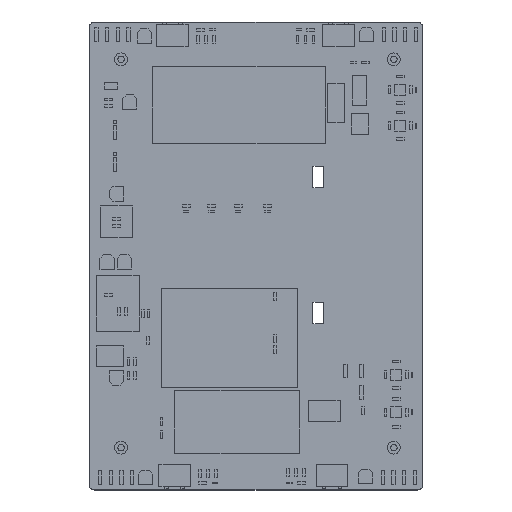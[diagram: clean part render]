
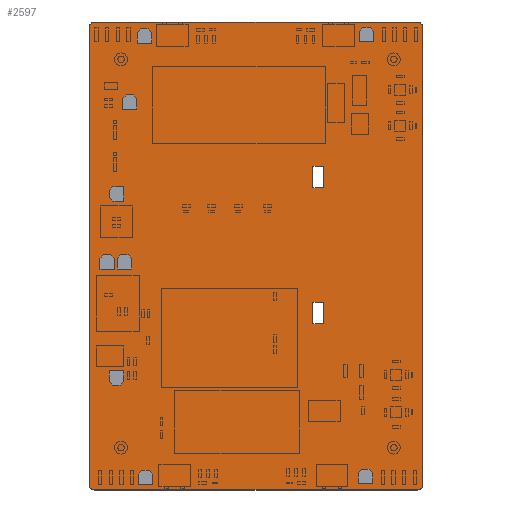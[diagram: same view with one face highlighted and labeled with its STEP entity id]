
A CAD part, top view. The second image highlights one B-rep face of the part: STEP entity #2597.
In plain terms, the highlighted planar face has unit normal (0, 0, 1).
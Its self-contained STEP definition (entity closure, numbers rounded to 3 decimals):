
#2597=ADVANCED_FACE('',(#4058,#4059,#4060),#4061,.T.);
#4058=FACE_BOUND('',#5078,.T.);
#4059=FACE_BOUND('',#5079,.T.);
#4060=FACE_OUTER_BOUND('',#5080,.T.);
#4061=PLANE('',#5081);
#5078=EDGE_LOOP('',(#5646,#5647,#5648,#5649));
#5079=EDGE_LOOP('',(#5650,#5651,#5652,#5653));
#5080=EDGE_LOOP('',(#5654,#5655,#5656,#5657,#5658,#5659,#5660,#5661));
#5081=AXIS2_PLACEMENT_3D('',#5662,#5663,#5664);
#5646=ORIENTED_EDGE('',*,*,#6884,.T.);
#5647=ORIENTED_EDGE('',*,*,#6888,.T.);
#5648=ORIENTED_EDGE('',*,*,#6875,.T.);
#5649=ORIENTED_EDGE('',*,*,#6880,.T.);
#5650=ORIENTED_EDGE('',*,*,#6900,.T.);
#5651=ORIENTED_EDGE('',*,*,#6904,.T.);
#5652=ORIENTED_EDGE('',*,*,#6891,.T.);
#5653=ORIENTED_EDGE('',*,*,#6896,.T.);
#5654=ORIENTED_EDGE('',*,*,#6907,.T.);
#5655=ORIENTED_EDGE('',*,*,#6908,.T.);
#5656=ORIENTED_EDGE('',*,*,#6909,.T.);
#5657=ORIENTED_EDGE('',*,*,#6910,.T.);
#5658=ORIENTED_EDGE('',*,*,#6911,.T.);
#5659=ORIENTED_EDGE('',*,*,#6912,.T.);
#5660=ORIENTED_EDGE('',*,*,#6913,.T.);
#5661=ORIENTED_EDGE('',*,*,#6914,.T.);
#5662=CARTESIAN_POINT('',(79.31,111.258,0.323));
#5663=DIRECTION('',(0.,0.,1.0));
#5664=DIRECTION('',(1.0,0.0,0.));
#6875=EDGE_CURVE('',#7361,#7362,#7363,.T.);
#6880=EDGE_CURVE('',#7362,#7370,#7371,.T.);
#6884=EDGE_CURVE('',#7370,#7376,#7377,.T.);
#6888=EDGE_CURVE('',#7376,#7361,#7382,.T.);
#6891=EDGE_CURVE('',#7385,#7386,#7387,.T.);
#6896=EDGE_CURVE('',#7386,#7394,#7395,.T.);
#6900=EDGE_CURVE('',#7394,#7400,#7401,.T.);
#6904=EDGE_CURVE('',#7400,#7385,#7406,.T.);
#6907=EDGE_CURVE('',#7409,#7410,#7411,.T.);
#6908=EDGE_CURVE('',#7410,#7412,#7413,.T.);
#6909=EDGE_CURVE('',#7412,#7414,#7415,.T.);
#6910=EDGE_CURVE('',#7414,#7416,#7417,.T.);
#6911=EDGE_CURVE('',#7416,#7418,#7419,.T.);
#6912=EDGE_CURVE('',#7418,#7420,#7421,.T.);
#6913=EDGE_CURVE('',#7420,#7422,#7423,.T.);
#6914=EDGE_CURVE('',#7422,#7409,#7424,.T.);
#7361=VERTEX_POINT('',#8055);
#7362=VERTEX_POINT('',#8056);
#7363=LINE('',#8057,#8058);
#7370=VERTEX_POINT('',#8068);
#7371=LINE('',#8069,#8070);
#7376=VERTEX_POINT('',#8077);
#7377=LINE('',#8078,#8079);
#7382=LINE('',#8086,#8087);
#7385=VERTEX_POINT('',#8091);
#7386=VERTEX_POINT('',#8092);
#7387=LINE('',#8093,#8094);
#7394=VERTEX_POINT('',#8104);
#7395=LINE('',#8105,#8106);
#7400=VERTEX_POINT('',#8113);
#7401=LINE('',#8114,#8115);
#7406=LINE('',#8122,#8123);
#7409=VERTEX_POINT('',#8127);
#7410=VERTEX_POINT('',#8128);
#7411=CIRCLE('',#8129,2.54);
#7412=VERTEX_POINT('',#8130);
#7413=LINE('',#8131,#8132);
#7414=VERTEX_POINT('',#8133);
#7415=CIRCLE('',#8134,2.54);
#7416=VERTEX_POINT('',#8135);
#7417=LINE('',#8136,#8137);
#7418=VERTEX_POINT('',#8138);
#7419=CIRCLE('',#8139,2.54);
#7420=VERTEX_POINT('',#8140);
#7421=LINE('',#8141,#8142);
#7422=VERTEX_POINT('',#8143);
#7423=CIRCLE('',#8144,2.54);
#7424=LINE('',#8145,#8146);
#8055=CARTESIAN_POINT('',(106.44,89.35,0.323));
#8056=CARTESIAN_POINT('',(111.42,89.35,0.323));
#8057=CARTESIAN_POINT('',(92.875,89.35,0.323));
#8058=VECTOR('',#9046,1.0);
#8068=CARTESIAN_POINT('',(111.42,79.09,0.323));
#8069=CARTESIAN_POINT('',(111.42,100.304,0.323));
#8070=VECTOR('',#9050,1.0);
#8077=CARTESIAN_POINT('',(106.44,79.09,0.323));
#8078=CARTESIAN_POINT('',(95.365,79.09,0.323));
#8079=VECTOR('',#9053,1.0);
#8086=CARTESIAN_POINT('',(106.44,95.174,0.323));
#8087=VECTOR('',#9056,1.0);
#8091=CARTESIAN_POINT('',(106.44,154.12,0.323));
#8092=CARTESIAN_POINT('',(111.42,154.12,0.323));
#8093=CARTESIAN_POINT('',(92.875,154.12,0.323));
#8094=VECTOR('',#9058,1.0);
#8104=CARTESIAN_POINT('',(111.42,143.86,0.323));
#8105=CARTESIAN_POINT('',(111.42,132.689,0.323));
#8106=VECTOR('',#9062,1.0);
#8113=CARTESIAN_POINT('',(106.44,143.86,0.323));
#8114=CARTESIAN_POINT('',(95.365,143.86,0.323));
#8115=VECTOR('',#9065,1.0);
#8122=CARTESIAN_POINT('',(106.44,127.559,0.323));
#8123=VECTOR('',#9068,1.0);
#8127=CARTESIAN_POINT('',(-0.14,2.355,0.323));
#8128=CARTESIAN_POINT('',(2.4,-0.185,0.323));
#8129=AXIS2_PLACEMENT_3D('',#9070,#9071,#9072);
#8130=CARTESIAN_POINT('',(156.22,-0.185,0.323));
#8131=CARTESIAN_POINT('',(79.31,-0.185,0.323));
#8132=VECTOR('',#9073,1.0);
#8133=CARTESIAN_POINT('',(158.76,2.355,0.323));
#8134=AXIS2_PLACEMENT_3D('',#9074,#9075,#9076);
#8135=CARTESIAN_POINT('',(158.76,220.16,0.323));
#8136=CARTESIAN_POINT('',(158.76,111.258,0.323));
#8137=VECTOR('',#9077,1.0);
#8138=CARTESIAN_POINT('',(156.22,222.7,0.323));
#8139=AXIS2_PLACEMENT_3D('',#9078,#9079,#9080);
#8140=CARTESIAN_POINT('',(2.4,222.7,0.323));
#8141=CARTESIAN_POINT('',(79.31,222.7,0.323));
#8142=VECTOR('',#9081,1.0);
#8143=CARTESIAN_POINT('',(-0.14,220.16,0.323));
#8144=AXIS2_PLACEMENT_3D('',#9082,#9083,#9084);
#8145=CARTESIAN_POINT('',(-0.14,111.258,0.323));
#8146=VECTOR('',#9085,1.0);
#9046=DIRECTION('',(1.0,0.,0.));
#9050=DIRECTION('',(-0.0,-1.0,0.));
#9053=DIRECTION('',(-1.0,0.,0.));
#9056=DIRECTION('',(-0.0,1.0,0.));
#9058=DIRECTION('',(1.0,0.,0.));
#9062=DIRECTION('',(-0.0,-1.0,0.));
#9065=DIRECTION('',(-1.0,0.,0.));
#9068=DIRECTION('',(-0.0,1.0,0.));
#9070=CARTESIAN_POINT('',(2.4,2.355,0.323));
#9071=DIRECTION('',(0.0,0.0,1.0));
#9072=DIRECTION('',(-1.0,0.0,0.0));
#9073=DIRECTION('',(1.0,0.,0.0));
#9074=CARTESIAN_POINT('',(156.22,2.355,0.323));
#9075=DIRECTION('',(0.0,0.0,1.0));
#9076=DIRECTION('',(0.0,-1.0,0.0));
#9077=DIRECTION('',(0.0,1.0,0.0));
#9078=CARTESIAN_POINT('',(156.22,220.16,0.323));
#9079=DIRECTION('',(0.0,0.0,1.0));
#9080=DIRECTION('',(1.0,0.0,0.0));
#9081=DIRECTION('',(-1.0,0.0,0.0));
#9082=CARTESIAN_POINT('',(2.4,220.16,0.323));
#9083=DIRECTION('',(0.0,-0.0,1.0));
#9084=DIRECTION('',(0.,1.0,0.0));
#9085=DIRECTION('',(0.,-1.0,0.0));
